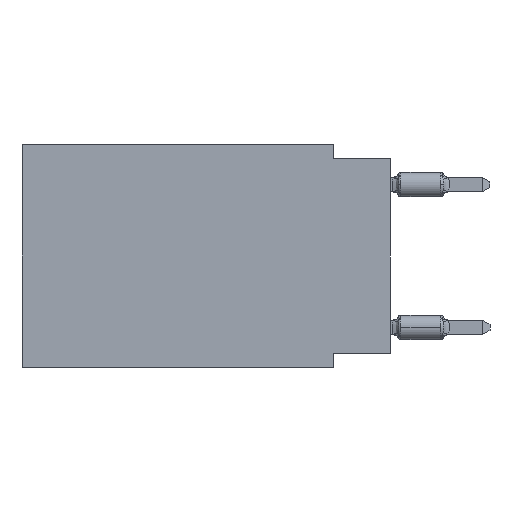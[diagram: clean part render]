
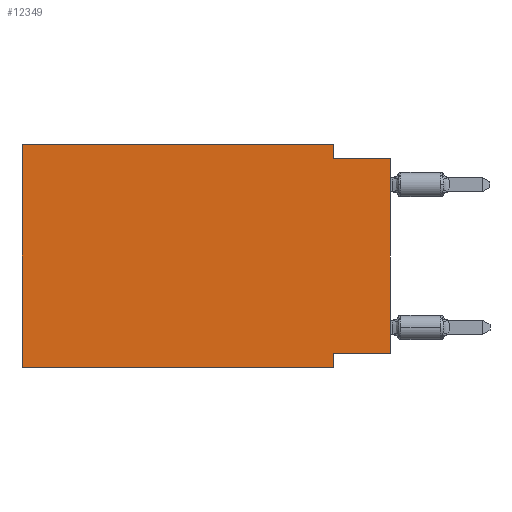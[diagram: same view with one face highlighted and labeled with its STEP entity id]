
A CAD part, left-side view. The second image highlights one B-rep face of the part: STEP entity #12349.
In plain terms, the highlighted planar face has unit normal (-1, 0, 0).
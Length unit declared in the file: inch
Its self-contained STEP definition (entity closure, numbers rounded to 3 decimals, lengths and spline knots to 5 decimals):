
#258 = CARTESIAN_POINT ( 'NONE',  ( 0., 0., -0.025 ) ) ;
#1015 = EDGE_CURVE ( 'NONE', #18937, #22717, #12659, .T. ) ;
#1237 = EDGE_CURVE ( 'NONE', #4593, #13892, #21288, .T. ) ;
#1427 = CARTESIAN_POINT ( 'NONE',  ( 0., 0., -0.365 ) ) ;
#1815 = DIRECTION ( 'NONE',  ( 0., 0., -1. ) ) ;
#1945 = DIRECTION ( 'NONE',  ( 0., 1., 0. ) ) ;
#2556 = LINE ( 'NONE', #4757, #4137 ) ;
#2946 = VECTOR ( 'NONE', #6342, 39.37008 ) ;
#3030 = EDGE_CURVE ( 'NONE', #18937, #5872, #17504, .T. ) ;
#3752 = EDGE_LOOP ( 'NONE', ( #14203, #22357, #16794, #13452, #14951, #15015, #7374, #23295 ) ) ;
#3920 = FACE_OUTER_BOUND ( 'NONE', #3752, .T. ) ;
#3946 = CARTESIAN_POINT ( 'NONE',  ( 0., 0.1, 0. ) ) ;
#4137 = VECTOR ( 'NONE', #17714, 39.37008 ) ;
#4440 = CARTESIAN_POINT ( 'NONE',  ( 0., 0., 0. ) ) ;
#4593 = VERTEX_POINT ( 'NONE', #13065 ) ;
#4644 = VECTOR ( 'NONE', #1945, 39.37008 ) ;
#4757 = CARTESIAN_POINT ( 'NONE',  ( 0., 0.1, -0.39 ) ) ;
#4877 = CARTESIAN_POINT ( 'NONE',  ( 0., 0.1, 0. ) ) ;
#4998 = CARTESIAN_POINT ( 'NONE',  ( 0., 0.645, 0. ) ) ;
#5872 = VERTEX_POINT ( 'NONE', #20494 ) ;
#6342 = DIRECTION ( 'NONE',  ( 0., -1., 0. ) ) ;
#6881 = VERTEX_POINT ( 'NONE', #3946 ) ;
#7374 = ORIENTED_EDGE ( 'NONE', *, *, #19880, .F. ) ;
#7592 = VERTEX_POINT ( 'NONE', #24063 ) ;
#7863 = DIRECTION ( 'NONE',  ( 0., -1., 0. ) ) ;
#8420 = VECTOR ( 'NONE', #24094, 39.37008 ) ;
#9373 = VECTOR ( 'NONE', #7863, 39.37008 ) ;
#9454 = CARTESIAN_POINT ( 'NONE',  ( 0., 0.645, 0. ) ) ;
#10824 = DIRECTION ( 'NONE',  ( 0., 0., 1. ) ) ;
#11304 = AXIS2_PLACEMENT_3D ( 'NONE', #9454, #13156, #1815 ) ;
#11541 = PLANE ( 'NONE',  #11304 ) ;
#11703 = DIRECTION ( 'NONE',  ( 0., 0., 1. ) ) ;
#11742 = VECTOR ( 'NONE', #11703, 39.37008 ) ;
#12349 = ADVANCED_FACE ( 'NONE', ( #3920 ), #11541, .F. ) ;
#12659 = LINE ( 'NONE', #22276, #4644 ) ;
#13065 = CARTESIAN_POINT ( 'NONE',  ( 0., 0.645, -0.39 ) ) ;
#13071 = DIRECTION ( 'NONE',  ( 0., -1., 0. ) ) ;
#13156 = DIRECTION ( 'NONE',  ( 1., 0., 0. ) ) ;
#13452 = ORIENTED_EDGE ( 'NONE', *, *, #20237, .F. ) ;
#13638 = LINE ( 'NONE', #4877, #8420 ) ;
#13892 = VERTEX_POINT ( 'NONE', #16406 ) ;
#14095 = CARTESIAN_POINT ( 'NONE',  ( 0., 0.645, 0. ) ) ;
#14203 = ORIENTED_EDGE ( 'NONE', *, *, #3030, .T. ) ;
#14532 = CARTESIAN_POINT ( 'NONE',  ( 0., 0.645, 0. ) ) ;
#14951 = ORIENTED_EDGE ( 'NONE', *, *, #16923, .F. ) ;
#15015 = ORIENTED_EDGE ( 'NONE', *, *, #1237, .T. ) ;
#15247 = VECTOR ( 'NONE', #13071, 39.37008 ) ;
#15572 = LINE ( 'NONE', #14095, #2946 ) ;
#16406 = CARTESIAN_POINT ( 'NONE',  ( 0., 0.1, -0.39 ) ) ;
#16794 = ORIENTED_EDGE ( 'NONE', *, *, #18853, .F. ) ;
#16923 = EDGE_CURVE ( 'NONE', #4593, #18920, #23902, .T. ) ;
#17504 = LINE ( 'NONE', #4440, #11742 ) ;
#17714 = DIRECTION ( 'NONE',  ( 0., 0., -1. ) ) ;
#18853 = EDGE_CURVE ( 'NONE', #6881, #7592, #13638, .T. ) ;
#18920 = VERTEX_POINT ( 'NONE', #4998 ) ;
#18937 = VERTEX_POINT ( 'NONE', #1427 ) ;
#19071 = CARTESIAN_POINT ( 'NONE',  ( 0., 0.645, -0.39 ) ) ;
#19880 = EDGE_CURVE ( 'NONE', #22717, #13892, #2556, .T. ) ;
#20140 = VECTOR ( 'NONE', #10824, 39.37008 ) ;
#20237 = EDGE_CURVE ( 'NONE', #18920, #6881, #15572, .T. ) ;
#20494 = CARTESIAN_POINT ( 'NONE',  ( 0., 0., -0.025 ) ) ;
#21288 = LINE ( 'NONE', #19071, #9373 ) ;
#21472 = CARTESIAN_POINT ( 'NONE',  ( 0., 0.1, -0.365 ) ) ;
#22276 = CARTESIAN_POINT ( 'NONE',  ( 0., 0., -0.365 ) ) ;
#22357 = ORIENTED_EDGE ( 'NONE', *, *, #23024, .F. ) ;
#22692 = LINE ( 'NONE', #258, #15247 ) ;
#22717 = VERTEX_POINT ( 'NONE', #21472 ) ;
#23024 = EDGE_CURVE ( 'NONE', #7592, #5872, #22692, .T. ) ;
#23295 = ORIENTED_EDGE ( 'NONE', *, *, #1015, .F. ) ;
#23902 = LINE ( 'NONE', #14532, #20140 ) ;
#24063 = CARTESIAN_POINT ( 'NONE',  ( 0., 0.1, -0.025 ) ) ;
#24094 = DIRECTION ( 'NONE',  ( 0., 0., -1. ) ) ;
